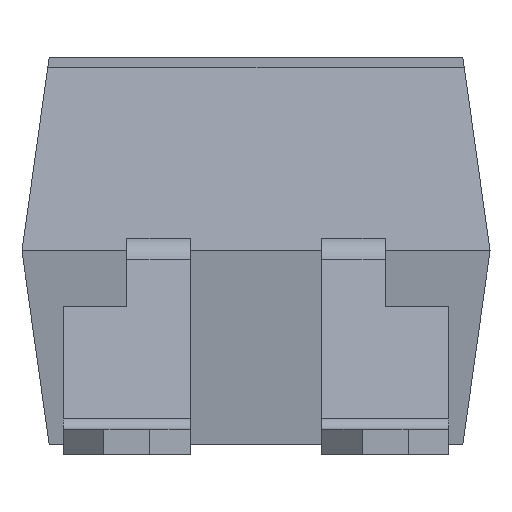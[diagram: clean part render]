
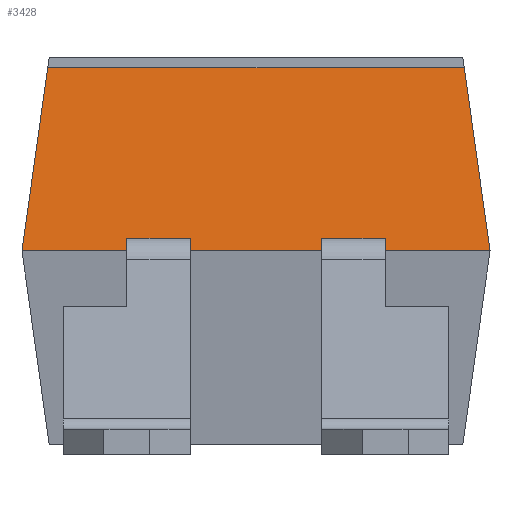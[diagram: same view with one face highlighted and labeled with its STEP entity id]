
A CAD part, left-side view. The second image highlights one B-rep face of the part: STEP entity #3428.
In plain terms, the highlighted planar face has unit normal (-0.99, 0, 0.139).
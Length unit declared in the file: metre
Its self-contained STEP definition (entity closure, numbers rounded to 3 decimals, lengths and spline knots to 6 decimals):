
#2214 = EDGE_CURVE( '', #5253, #5254, #5255, .T. );
#3030 = EDGE_CURVE( '', #5224, #5520, #6319, .T. );
#3238 = EDGE_CURVE( '', #5224, #5254, #6561, .T. );
#3428 = ADVANCED_FACE( '', ( #6787 ), #6788, .T. );
#3652 = EDGE_CURVE( '', #5520, #5253, #7049, .T. );
#5224 = VERTEX_POINT( '', #9470 );
#5253 = VERTEX_POINT( '', #9519 );
#5254 = VERTEX_POINT( '', #9520 );
#5255 = LINE( '', #9521, #9522 );
#5520 = VERTEX_POINT( '', #9972 );
#6319 = LINE( '', #11364, #11365 );
#6561 = LINE( '', #11800, #11801 );
#6787 = FACE_OUTER_BOUND( '', #12180, .T. );
#6788 = PLANE( '', #12181 );
#7049 = LINE( '', #12626, #12627 );
#9470 = CARTESIAN_POINT( '', ( -0.00325, 0.0023, 0.002 ) );
#9519 = CARTESIAN_POINT( '', ( -0.002997, -0.002047, 0.0038 ) );
#9520 = CARTESIAN_POINT( '', ( -0.002997, 0.002047, 0.0038 ) );
#9521 = CARTESIAN_POINT( '', ( -0.002997, 0., 0.0038 ) );
#9522 = VECTOR( '', #14299, 1. );
#9972 = CARTESIAN_POINT( '', ( -0.00325, -0.0023, 0.002 ) );
#11364 = CARTESIAN_POINT( '', ( -0.00325, 0., 0.002 ) );
#11365 = VECTOR( '', #15771, 1. );
#11800 = CARTESIAN_POINT( '', ( -0.003082, 0.002132, 0.003197 ) );
#11801 = VECTOR( '', #16077, 1. );
#12180 = EDGE_LOOP( '', ( #16522, #16523, #16524, #16525 ) );
#12181 = AXIS2_PLACEMENT_3D( '', #16526, #16527, #16528 );
#12626 = CARTESIAN_POINT( '', ( -0.003082, -0.002132, 0.003197 ) );
#12627 = VECTOR( '', #16975, 1. );
#14299 = DIRECTION( '', ( 0., 1., 0. ) );
#15771 = DIRECTION( '', ( 0., -1., 0. ) );
#16077 = DIRECTION( '', ( 0.138, -0.138, 0.981 ) );
#16522 = ORIENTED_EDGE( '', *, *, #2214, .T. );
#16523 = ORIENTED_EDGE( '', *, *, #3238, .F. );
#16524 = ORIENTED_EDGE( '', *, *, #3030, .T. );
#16525 = ORIENTED_EDGE( '', *, *, #3652, .T. );
#16526 = CARTESIAN_POINT( '', ( -0.003116, 0., 0.00295 ) );
#16527 = DIRECTION( '', ( -0.99, 0., 0.139 ) );
#16528 = DIRECTION( '', ( 0., 1., 0. ) );
#16975 = DIRECTION( '', ( 0.138, 0.138, 0.981 ) );
